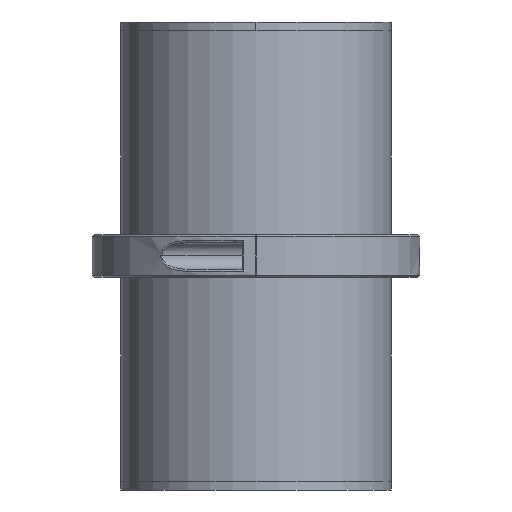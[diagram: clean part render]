
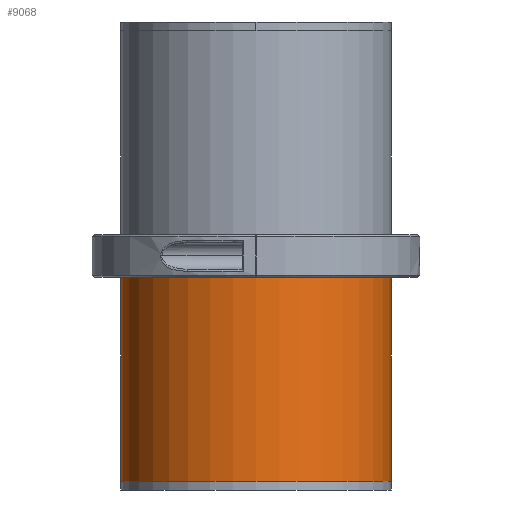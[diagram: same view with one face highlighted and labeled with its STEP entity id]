
A CAD part, left-side view. The second image highlights one B-rep face of the part: STEP entity #9068.
In plain terms, the highlighted cylindrical face has radius 31.75 mm (diameter 63.5 mm), a partial arc.
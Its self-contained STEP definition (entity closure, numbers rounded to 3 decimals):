
#155 = AXIS2_PLACEMENT_3D ( 'NONE', #8149, #2785, #2686 ) ;
#324 = DIRECTION ( 'NONE',  ( 0., 1., 0. ) ) ;
#1269 = DIRECTION ( 'NONE',  ( 0., -1., 0. ) ) ;
#1314 = DIRECTION ( 'NONE',  ( 0., 0., -1. ) ) ;
#1827 = VECTOR ( 'NONE', #9065, 1000. ) ;
#2189 = FACE_OUTER_BOUND ( 'NONE', #9527, .T. ) ;
#2508 = CARTESIAN_POINT ( 'NONE',  ( 0., 53., 31.75 ) ) ;
#2550 = CARTESIAN_POINT ( 'NONE',  ( 0., -5.1, -31.75 ) ) ;
#2649 = DIRECTION ( 'NONE',  ( 0., 0., 1. ) ) ;
#2686 = DIRECTION ( 'NONE',  ( 0., 0., 1. ) ) ;
#2757 = ORIENTED_EDGE ( 'NONE', *, *, #9565, .T. ) ;
#2785 = DIRECTION ( 'NONE',  ( 0., 1., 0. ) ) ;
#2896 = CARTESIAN_POINT ( 'NONE',  ( 0., 53., 0. ) ) ;
#3532 = EDGE_CURVE ( 'NONE', #6624, #3917, #8638, .T. ) ;
#3917 = VERTEX_POINT ( 'NONE', #7994 ) ;
#4936 = DIRECTION ( 'NONE',  ( 0., -1., 0. ) ) ;
#5110 = CARTESIAN_POINT ( 'NONE',  ( 0., 53., -31.75 ) ) ;
#5128 = EDGE_CURVE ( 'NONE', #6322, #7122, #8241, .T. ) ;
#5156 = AXIS2_PLACEMENT_3D ( 'NONE', #8952, #324, #2649 ) ;
#5395 = CIRCLE ( 'NONE', #5156, 31.75 ) ;
#5522 = ORIENTED_EDGE ( 'NONE', *, *, #3532, .T. ) ;
#6009 = AXIS2_PLACEMENT_3D ( 'NONE', #2896, #1269, #1314 ) ;
#6028 = ORIENTED_EDGE ( 'NONE', *, *, #9614, .F. ) ;
#6322 = VERTEX_POINT ( 'NONE', #8506 ) ;
#6624 = VERTEX_POINT ( 'NONE', #2550 ) ;
#7122 = VERTEX_POINT ( 'NONE', #8981 ) ;
#7976 = CYLINDRICAL_SURFACE ( 'NONE', #6009, 31.75 ) ;
#7994 = CARTESIAN_POINT ( 'NONE',  ( 0., -53., -31.75 ) ) ;
#8149 = CARTESIAN_POINT ( 'NONE',  ( 0., -5.1, 0. ) ) ;
#8241 = LINE ( 'NONE', #2508, #10231 ) ;
#8506 = CARTESIAN_POINT ( 'NONE',  ( 0., -5.1, 31.75 ) ) ;
#8638 = LINE ( 'NONE', #5110, #1827 ) ;
#8725 = CIRCLE ( 'NONE', #155, 31.75 ) ;
#8952 = CARTESIAN_POINT ( 'NONE',  ( 0., -53., 0. ) ) ;
#8981 = CARTESIAN_POINT ( 'NONE',  ( 0., -53., 31.75 ) ) ;
#9065 = DIRECTION ( 'NONE',  ( 0., -1., 0. ) ) ;
#9068 = ADVANCED_FACE ( 'NONE', ( #2189 ), #7976, .T. ) ;
#9527 = EDGE_LOOP ( 'NONE', ( #9785, #6028, #5522, #2757 ) ) ;
#9565 = EDGE_CURVE ( 'NONE', #3917, #7122, #5395, .T. ) ;
#9614 = EDGE_CURVE ( 'NONE', #6624, #6322, #8725, .T. ) ;
#9785 = ORIENTED_EDGE ( 'NONE', *, *, #5128, .F. ) ;
#10231 = VECTOR ( 'NONE', #4936, 1000. ) ;
